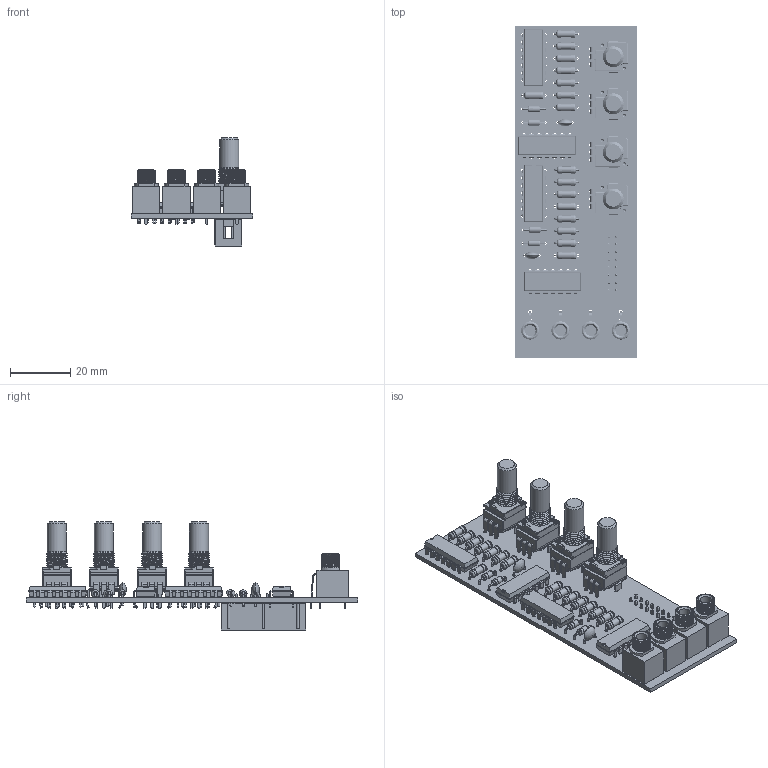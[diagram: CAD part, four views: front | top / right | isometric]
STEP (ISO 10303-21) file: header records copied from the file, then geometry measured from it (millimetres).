
FILE_DESCRIPTION(('KiCad electronic assembly'),'2;1');
FILE_NAME('LFOfinal.step','2025-07-07T18:50:07',('Pcbnew'),('Kicad'), 'Open CASCADE STEP processor 7.8','KiCad to STEP converter','Unknown' );
FILE_SCHEMA(('AUTOMOTIVE_DESIGN { 1 0 10303 214 1 1 1 1 }'));
Length unit declared in the file: millimetre
Products named in the file (12): LFOfinal 1; C_Disc_D5.0mm_W2.5mm_P5.00mm; PJ301M-12 Thonkiconn v0.2; 1; 2; 3; DIP-14_W7.62mm; R_Axial_DIN0207_L6.3mm_D2.5mm_P7.62mm_Horizontal; D_DO-35_SOD27_P7.62mm_Horizontal; RD901F-40-15R1; IDC-Header_2x08_P2.54mm_Vertical; Dom LFO_PCB
Assembly tree (39 placements, depth 3):
  LFOfinal 1
    C_Disc_D5.0mm_W2.5mm_P5.00mm  x2
    PJ301M-12 Thonkiconn v0.2  x4
      1
      2
      3
    DIP-14_W7.62mm  x4
    R_Axial_DIN0207_L6.3mm_D2.5mm_P7.62mm_Horizontal  x16
    D_DO-35_SOD27_P7.62mm_Horizontal  x4
    RD901F-40-15R1  x4
    IDC-Header_2x08_P2.54mm_Vertical
    Dom LFO_PCB
Bounding box: 40.3 x 109.94 x 35.78 mm (x, y, z)
Volume: 16559 mm3; surface area: 26680.8 mm2
Topology: 80 solids, 80 shells, 3220 faces, 8086 edges, 5152 vertices
Faces by surface type: plane 1999, cylinder 905, bspline 128, torus 116, sphere 48, cone 20, revolution 4
Full cylindrical faces by diameter (mm): 0.5 x20, 0.6 x32, 0.8 x108, 1 x34, 1.2 x40, 1.22 x4, 1.42 x4, 1.43 x4, 1.8 x8, 2 x8, 2.02 x4, 2.25 x16, 2.5 x32, 3.6 x4, 3.966 x4, 6.048 x12, 6.32 x4, 6.908 x16
Entity records: 43584 total; most frequent: CARTESIAN_POINT 9624, DIRECTION 5870, ORIENTED_EDGE 5854, EDGE_CURVE 2927, LINE 2148, VECTOR 2148, VERTEX_POINT 1867, AXIS2_PLACEMENT_3D 1860
